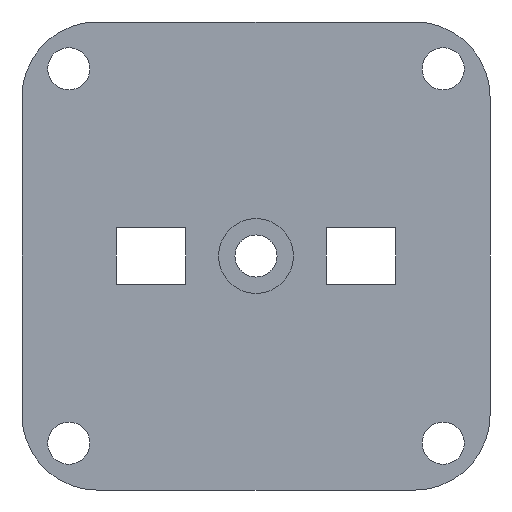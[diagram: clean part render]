
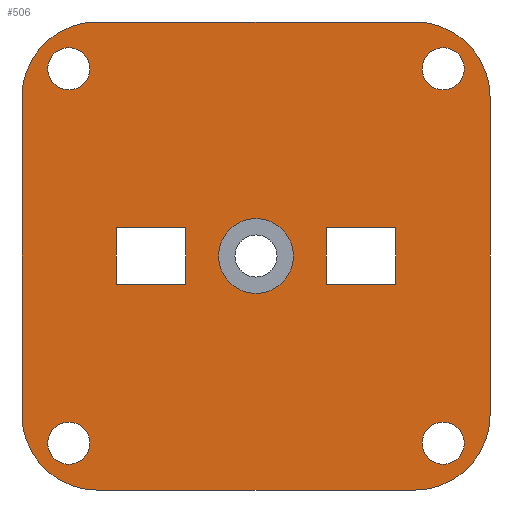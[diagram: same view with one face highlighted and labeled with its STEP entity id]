
A CAD part, front view. The second image highlights one B-rep face of the part: STEP entity #506.
In plain terms, the highlighted planar face has unit normal (0, -1, 0).
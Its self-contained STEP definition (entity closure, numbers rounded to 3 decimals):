
#15=FACE_BOUND('',#73,.T.);
#16=FACE_BOUND('',#74,.T.);
#17=FACE_BOUND('',#75,.T.);
#18=FACE_BOUND('',#76,.T.);
#19=FACE_BOUND('',#77,.T.);
#20=FACE_BOUND('',#78,.T.);
#21=FACE_BOUND('',#79,.T.);
#31=PLANE('',#553);
#47=FACE_OUTER_BOUND('',#72,.T.);
#72=EDGE_LOOP('',(#358,#359,#360,#361,#362,#363,#364,#365));
#73=EDGE_LOOP('',(#366,#367));
#74=EDGE_LOOP('',(#368,#369,#370,#371));
#75=EDGE_LOOP('',(#372,#373,#374,#375));
#76=EDGE_LOOP('',(#376));
#77=EDGE_LOOP('',(#377));
#78=EDGE_LOOP('',(#378));
#79=EDGE_LOOP('',(#379));
#112=LINE('',#762,#158);
#115=LINE('',#768,#161);
#116=LINE('',#772,#162);
#117=LINE('',#776,#163);
#118=LINE('',#784,#164);
#119=LINE('',#786,#165);
#120=LINE('',#788,#166);
#121=LINE('',#789,#167);
#122=LINE('',#792,#168);
#123=LINE('',#794,#169);
#124=LINE('',#796,#170);
#125=LINE('',#797,#171);
#158=VECTOR('',#612,10.);
#161=VECTOR('',#617,10.);
#162=VECTOR('',#620,10.);
#163=VECTOR('',#623,10.);
#164=VECTOR('',#630,10.);
#165=VECTOR('',#631,10.);
#166=VECTOR('',#632,10.);
#167=VECTOR('',#633,10.);
#168=VECTOR('',#634,10.);
#169=VECTOR('',#635,10.);
#170=VECTOR('',#636,10.);
#171=VECTOR('',#637,10.);
#203=CIRCLE('',#551,8.);
#204=CIRCLE('',#554,8.);
#205=CIRCLE('',#555,8.);
#206=CIRCLE('',#556,8.);
#207=CIRCLE('',#557,4.);
#208=CIRCLE('',#558,4.);
#209=CIRCLE('',#559,2.25);
#210=CIRCLE('',#560,2.25);
#211=CIRCLE('',#561,2.25);
#212=CIRCLE('',#562,2.25);
#230=VERTEX_POINT('',#755);
#231=VERTEX_POINT('',#757);
#232=VERTEX_POINT('',#761);
#234=VERTEX_POINT('',#767);
#235=VERTEX_POINT('',#769);
#236=VERTEX_POINT('',#771);
#237=VERTEX_POINT('',#773);
#238=VERTEX_POINT('',#775);
#239=VERTEX_POINT('',#778);
#240=VERTEX_POINT('',#779);
#241=VERTEX_POINT('',#782);
#242=VERTEX_POINT('',#783);
#243=VERTEX_POINT('',#785);
#244=VERTEX_POINT('',#787);
#245=VERTEX_POINT('',#790);
#246=VERTEX_POINT('',#791);
#247=VERTEX_POINT('',#793);
#248=VERTEX_POINT('',#795);
#249=VERTEX_POINT('',#798);
#250=VERTEX_POINT('',#800);
#251=VERTEX_POINT('',#802);
#252=VERTEX_POINT('',#804);
#280=EDGE_CURVE('',#230,#231,#203,.T.);
#282=EDGE_CURVE('',#232,#231,#112,.T.);
#285=EDGE_CURVE('',#230,#234,#115,.T.);
#286=EDGE_CURVE('',#235,#234,#204,.T.);
#287=EDGE_CURVE('',#235,#236,#116,.T.);
#288=EDGE_CURVE('',#237,#236,#205,.T.);
#289=EDGE_CURVE('',#237,#238,#117,.T.);
#290=EDGE_CURVE('',#232,#238,#206,.T.);
#291=EDGE_CURVE('',#239,#240,#207,.T.);
#292=EDGE_CURVE('',#240,#239,#208,.T.);
#293=EDGE_CURVE('',#241,#242,#118,.T.);
#294=EDGE_CURVE('',#242,#243,#119,.T.);
#295=EDGE_CURVE('',#243,#244,#120,.T.);
#296=EDGE_CURVE('',#244,#241,#121,.T.);
#297=EDGE_CURVE('',#245,#246,#122,.T.);
#298=EDGE_CURVE('',#246,#247,#123,.T.);
#299=EDGE_CURVE('',#247,#248,#124,.T.);
#300=EDGE_CURVE('',#248,#245,#125,.T.);
#301=EDGE_CURVE('',#249,#249,#209,.T.);
#302=EDGE_CURVE('',#250,#250,#210,.T.);
#303=EDGE_CURVE('',#251,#251,#211,.T.);
#304=EDGE_CURVE('',#252,#252,#212,.T.);
#358=ORIENTED_EDGE('',*,*,#280,.F.);
#359=ORIENTED_EDGE('',*,*,#285,.T.);
#360=ORIENTED_EDGE('',*,*,#286,.F.);
#361=ORIENTED_EDGE('',*,*,#287,.T.);
#362=ORIENTED_EDGE('',*,*,#288,.F.);
#363=ORIENTED_EDGE('',*,*,#289,.T.);
#364=ORIENTED_EDGE('',*,*,#290,.F.);
#365=ORIENTED_EDGE('',*,*,#282,.T.);
#366=ORIENTED_EDGE('',*,*,#291,.T.);
#367=ORIENTED_EDGE('',*,*,#292,.T.);
#368=ORIENTED_EDGE('',*,*,#293,.T.);
#369=ORIENTED_EDGE('',*,*,#294,.T.);
#370=ORIENTED_EDGE('',*,*,#295,.T.);
#371=ORIENTED_EDGE('',*,*,#296,.T.);
#372=ORIENTED_EDGE('',*,*,#297,.T.);
#373=ORIENTED_EDGE('',*,*,#298,.T.);
#374=ORIENTED_EDGE('',*,*,#299,.T.);
#375=ORIENTED_EDGE('',*,*,#300,.T.);
#376=ORIENTED_EDGE('',*,*,#301,.T.);
#377=ORIENTED_EDGE('',*,*,#302,.T.);
#378=ORIENTED_EDGE('',*,*,#303,.T.);
#379=ORIENTED_EDGE('',*,*,#304,.T.);
#506=ADVANCED_FACE('',(#47,#15,#16,#17,#18,#19,#20,#21),#31,.F.);
#551=AXIS2_PLACEMENT_3D('',#758,#607,#608);
#553=AXIS2_PLACEMENT_3D('',#766,#615,#616);
#554=AXIS2_PLACEMENT_3D('',#770,#618,#619);
#555=AXIS2_PLACEMENT_3D('',#774,#621,#622);
#556=AXIS2_PLACEMENT_3D('',#777,#624,#625);
#557=AXIS2_PLACEMENT_3D('',#780,#626,#627);
#558=AXIS2_PLACEMENT_3D('',#781,#628,#629);
#559=AXIS2_PLACEMENT_3D('',#799,#638,#639);
#560=AXIS2_PLACEMENT_3D('',#801,#640,#641);
#561=AXIS2_PLACEMENT_3D('',#803,#642,#643);
#562=AXIS2_PLACEMENT_3D('',#805,#644,#645);
#607=DIRECTION('center_axis',(0.,1.,0.));
#608=DIRECTION('ref_axis',(0.707,0.,0.707));
#612=DIRECTION('',(0.,0.,1.));
#615=DIRECTION('center_axis',(0.,1.,0.));
#616=DIRECTION('ref_axis',(0.,0.,1.));
#617=DIRECTION('',(-1.,0.,0.));
#618=DIRECTION('center_axis',(0.,1.,0.));
#619=DIRECTION('ref_axis',(-0.707,0.,0.707));
#620=DIRECTION('',(0.,0.,-1.));
#621=DIRECTION('center_axis',(0.,1.,0.));
#622=DIRECTION('ref_axis',(-0.707,0.,-0.707));
#623=DIRECTION('',(1.,0.,0.));
#624=DIRECTION('center_axis',(0.,1.,0.));
#625=DIRECTION('ref_axis',(0.707,0.,-0.707));
#626=DIRECTION('center_axis',(0.,1.,0.));
#627=DIRECTION('ref_axis',(1.,0.,0.));
#628=DIRECTION('center_axis',(0.,1.,0.));
#629=DIRECTION('ref_axis',(1.,0.,0.));
#630=DIRECTION('',(0.,0.,1.));
#631=DIRECTION('',(1.,0.,0.));
#632=DIRECTION('',(0.,0.,-1.));
#633=DIRECTION('',(-1.,0.,0.));
#634=DIRECTION('',(0.,0.,1.));
#635=DIRECTION('',(1.,0.,0.));
#636=DIRECTION('',(0.,0.,-1.));
#637=DIRECTION('',(-1.,0.,0.));
#638=DIRECTION('center_axis',(0.,1.,0.));
#639=DIRECTION('ref_axis',(1.,0.,0.));
#640=DIRECTION('center_axis',(0.,1.,0.));
#641=DIRECTION('ref_axis',(1.,0.,0.));
#642=DIRECTION('center_axis',(0.,1.,0.));
#643=DIRECTION('ref_axis',(1.,0.,0.));
#644=DIRECTION('center_axis',(0.,1.,0.));
#645=DIRECTION('ref_axis',(1.,0.,0.));
#755=CARTESIAN_POINT('',(17.,0.,25.));
#757=CARTESIAN_POINT('',(25.,0.,17.));
#758=CARTESIAN_POINT('Origin',(17.,0.,17.));
#761=CARTESIAN_POINT('',(25.,0.,-17.));
#762=CARTESIAN_POINT('',(25.,0.,-25.));
#766=CARTESIAN_POINT('Origin',(0.,0.,0.));
#767=CARTESIAN_POINT('',(-17.,0.,25.));
#768=CARTESIAN_POINT('',(25.,0.,25.));
#769=CARTESIAN_POINT('',(-25.,0.,17.));
#770=CARTESIAN_POINT('Origin',(-17.,0.,17.));
#771=CARTESIAN_POINT('',(-25.,0.,-17.));
#772=CARTESIAN_POINT('',(-25.,0.,25.));
#773=CARTESIAN_POINT('',(-17.,0.,-25.));
#774=CARTESIAN_POINT('Origin',(-17.,0.,-17.));
#775=CARTESIAN_POINT('',(17.,0.,-25.));
#776=CARTESIAN_POINT('',(-25.,0.,-25.));
#777=CARTESIAN_POINT('Origin',(17.,0.,-17.));
#778=CARTESIAN_POINT('',(4.,0.,0.));
#779=CARTESIAN_POINT('',(-4.,0.,0.));
#780=CARTESIAN_POINT('Origin',(0.,0.,0.));
#781=CARTESIAN_POINT('Origin',(0.,0.,0.));
#782=CARTESIAN_POINT('',(-14.95,0.,-3.025));
#783=CARTESIAN_POINT('',(-14.95,0.,3.025));
#784=CARTESIAN_POINT('',(-14.95,0.,1.513));
#785=CARTESIAN_POINT('',(-7.5,0.,3.025));
#786=CARTESIAN_POINT('',(-3.75,0.,3.025));
#787=CARTESIAN_POINT('',(-7.5,0.,-3.025));
#788=CARTESIAN_POINT('',(-7.5,0.,-1.513));
#789=CARTESIAN_POINT('',(-7.475,0.,-3.025));
#790=CARTESIAN_POINT('',(7.5,0.,-3.025));
#791=CARTESIAN_POINT('',(7.5,0.,3.025));
#792=CARTESIAN_POINT('',(7.5,0.,1.513));
#793=CARTESIAN_POINT('',(14.95,0.,3.025));
#794=CARTESIAN_POINT('',(7.475,0.,3.025));
#795=CARTESIAN_POINT('',(14.95,0.,-3.025));
#796=CARTESIAN_POINT('',(14.95,0.,-1.513));
#797=CARTESIAN_POINT('',(3.75,0.,-3.025));
#798=CARTESIAN_POINT('',(17.75,0.,20.));
#799=CARTESIAN_POINT('Origin',(20.,0.,20.));
#800=CARTESIAN_POINT('',(-22.25,0.,-20.));
#801=CARTESIAN_POINT('Origin',(-20.,0.,-20.));
#802=CARTESIAN_POINT('',(17.75,0.,-20.));
#803=CARTESIAN_POINT('Origin',(20.,0.,-20.));
#804=CARTESIAN_POINT('',(-22.25,0.,20.));
#805=CARTESIAN_POINT('Origin',(-20.,0.,20.));
